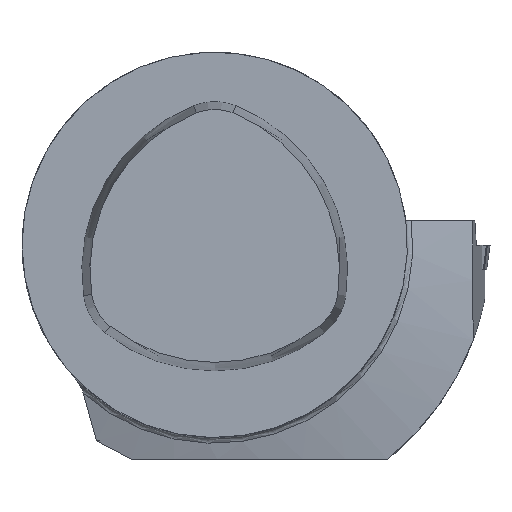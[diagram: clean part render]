
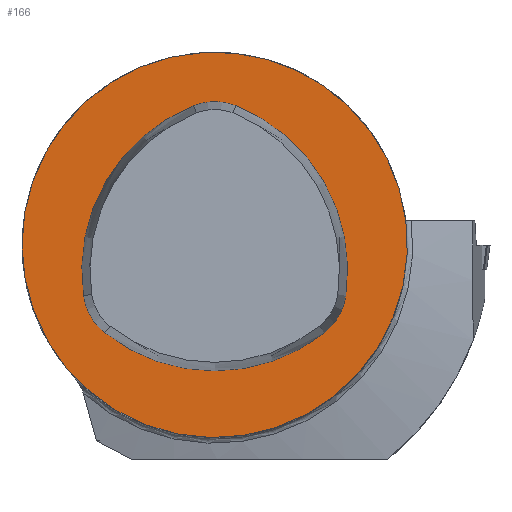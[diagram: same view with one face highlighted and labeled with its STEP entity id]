
A CAD part, top view. The second image highlights one B-rep face of the part: STEP entity #166.
In plain terms, the highlighted planar face has unit normal (0, 0, 1).
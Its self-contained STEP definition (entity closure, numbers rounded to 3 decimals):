
#115=FACE_BOUND('',#320,.T.);
#116=FACE_BOUND('',#321,.T.);
#138=CIRCLE('',#1141,31.5);
#147=CIRCLE('',#1159,29.);
#148=CIRCLE('',#1160,9.4);
#149=CIRCLE('',#1161,29.);
#150=CIRCLE('',#1162,9.4);
#151=CIRCLE('',#1163,29.);
#152=CIRCLE('',#1164,9.4);
#166=ADVANCED_FACE('',(#115,#116),#219,.T.);
#219=PLANE('',#1165);
#320=EDGE_LOOP('',(#644));
#321=EDGE_LOOP('',(#645,#646,#647,#648,#649,#650));
#644=ORIENTED_EDGE('',*,*,#962,.T.);
#645=ORIENTED_EDGE('',*,*,#987,.F.);
#646=ORIENTED_EDGE('',*,*,#988,.F.);
#647=ORIENTED_EDGE('',*,*,#989,.F.);
#648=ORIENTED_EDGE('',*,*,#990,.F.);
#649=ORIENTED_EDGE('',*,*,#991,.F.);
#650=ORIENTED_EDGE('',*,*,#992,.F.);
#863=VERTEX_POINT('',#1656);
#884=VERTEX_POINT('',#1733);
#885=VERTEX_POINT('',#1734);
#886=VERTEX_POINT('',#1736);
#887=VERTEX_POINT('',#1738);
#888=VERTEX_POINT('',#1740);
#889=VERTEX_POINT('',#1742);
#962=EDGE_CURVE('',#863,#863,#138,.T.);
#987=EDGE_CURVE('',#884,#885,#147,.T.);
#988=EDGE_CURVE('',#886,#884,#148,.T.);
#989=EDGE_CURVE('',#887,#886,#149,.T.);
#990=EDGE_CURVE('',#888,#887,#150,.T.);
#991=EDGE_CURVE('',#889,#888,#151,.T.);
#992=EDGE_CURVE('',#885,#889,#152,.T.);
#1141=AXIS2_PLACEMENT_3D('',#1655,#1304,#1305);
#1159=AXIS2_PLACEMENT_3D('',#1732,#1349,#1350);
#1160=AXIS2_PLACEMENT_3D('',#1735,#1351,#1352);
#1161=AXIS2_PLACEMENT_3D('',#1737,#1353,#1354);
#1162=AXIS2_PLACEMENT_3D('',#1739,#1355,#1356);
#1163=AXIS2_PLACEMENT_3D('',#1741,#1357,#1358);
#1164=AXIS2_PLACEMENT_3D('',#1743,#1359,#1360);
#1165=AXIS2_PLACEMENT_3D('',#1744,#1361,#1362);
#1304=DIRECTION('',(0.,0.,1.));
#1305=DIRECTION('',(-1.,0.,0.));
#1349=DIRECTION('',(0.,0.,1.));
#1350=DIRECTION('',(-1.,0.,0.));
#1351=DIRECTION('',(0.,0.,1.));
#1352=DIRECTION('',(-1.,0.,0.));
#1353=DIRECTION('',(0.,0.,1.));
#1354=DIRECTION('',(-1.,0.,0.));
#1355=DIRECTION('',(0.,0.,1.));
#1356=DIRECTION('',(-1.,0.,0.));
#1357=DIRECTION('',(0.,0.,1.));
#1358=DIRECTION('',(-1.,0.,0.));
#1359=DIRECTION('',(0.,0.,1.));
#1360=DIRECTION('',(-1.,0.,0.));
#1361=DIRECTION('',(0.,0.,1.));
#1362=DIRECTION('',(1.,0.,0.));
#1655=CARTESIAN_POINT('',(0.,0.,0.));
#1656=CARTESIAN_POINT('',(-31.5,0.,0.));
#1732=CARTESIAN_POINT('',(-7.275,-4.2,0.));
#1733=CARTESIAN_POINT('',(21.428,-8.343,0.));
#1734=CARTESIAN_POINT('',(3.489,22.729,0.));
#1735=CARTESIAN_POINT('',(12.124,-7.,0.));
#1736=CARTESIAN_POINT('',(17.939,-14.386,0.));
#1737=CARTESIAN_POINT('',(0.,8.4,0.));
#1738=CARTESIAN_POINT('',(-17.939,-14.386,0.));
#1739=CARTESIAN_POINT('',(-12.124,-7.,0.));
#1740=CARTESIAN_POINT('',(-21.428,-8.343,0.));
#1741=CARTESIAN_POINT('',(7.275,-4.2,0.));
#1742=CARTESIAN_POINT('',(-3.489,22.729,0.));
#1743=CARTESIAN_POINT('',(0.,14.,0.));
#1744=CARTESIAN_POINT('',(0.,0.,0.));
